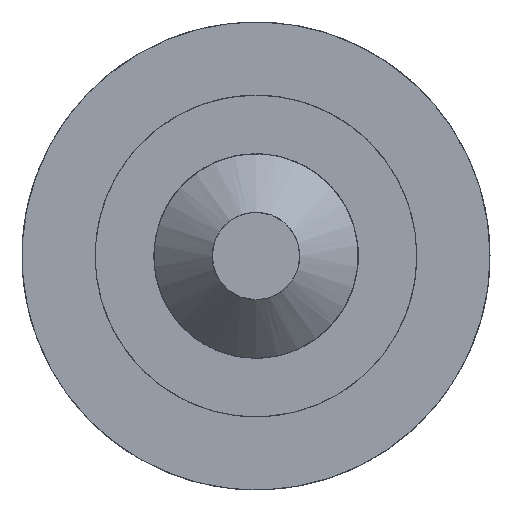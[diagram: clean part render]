
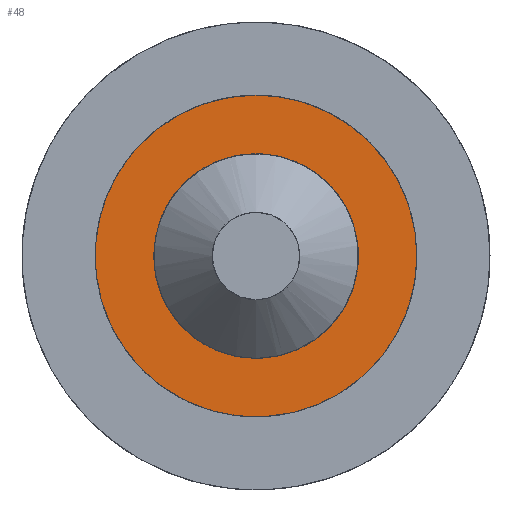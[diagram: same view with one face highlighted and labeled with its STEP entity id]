
A CAD part, front view. The second image highlights one B-rep face of the part: STEP entity #48.
In plain terms, the highlighted free-form (B-spline) face has degree [1, 1] with [2, 2] control points.
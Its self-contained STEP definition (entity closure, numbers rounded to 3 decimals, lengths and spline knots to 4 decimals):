
#40=(
BOUNDED_SURFACE()
B_SPLINE_SURFACE(1,1,((#2492,#2493),(#2494,#2495)),.UNSPECIFIED.,.F.,.F.,
.F.)
B_SPLINE_SURFACE_WITH_KNOTS((2,2),(2,2),(-2.75,2.75),
(-2.75,2.75),.UNSPECIFIED.)
GEOMETRIC_REPRESENTATION_ITEM()
RATIONAL_B_SPLINE_SURFACE(((1.,1.),(1.,1.)))
REPRESENTATION_ITEM('')
SURFACE()
);
#48=ADVANCED_FACE('',(#56,#60),#40,.T.);
#56=FACE_BOUND('',#71,.T.);
#60=FACE_OUTER_BOUND('',#72,.T.);
#71=EDGE_LOOP('',(#100,#101,#102));
#72=EDGE_LOOP('',(#103,#104,#105));
#100=ORIENTED_EDGE('',*,*,#156,.T.);
#101=ORIENTED_EDGE('',*,*,#157,.T.);
#102=ORIENTED_EDGE('',*,*,#158,.T.);
#103=ORIENTED_EDGE('',*,*,#159,.T.);
#104=ORIENTED_EDGE('',*,*,#160,.T.);
#105=ORIENTED_EDGE('',*,*,#161,.T.);
#156=EDGE_CURVE('',#264,#262,#209,.T.);
#157=EDGE_CURVE('',#262,#263,#210,.T.);
#158=EDGE_CURVE('',#263,#264,#211,.T.);
#159=EDGE_CURVE('',#267,#265,#212,.T.);
#160=EDGE_CURVE('',#265,#266,#213,.T.);
#161=EDGE_CURVE('',#266,#267,#214,.T.);
#209=B_SPLINE_CURVE_WITH_KNOTS('',1,(#731,#732,#733,#734,#735,#736,#737,
#738,#739,#740,#741,#742,#743,#744),.UNSPECIFIED.,.F.,.F.,(2,1,1,1,1,1,1,
1,1,1,1,1,1,2),(0.,0.0313,0.0625,0.0833,0.1042,0.125,
0.1458,0.1667,0.1875,0.2188,0.25,0.2813,0.3125,0.3333),
.UNSPECIFIED.);
#210=B_SPLINE_CURVE_WITH_KNOTS('',1,(#745,#746,#747,#748,#749,#750,#751,
#752,#753,#754,#755,#756,#757,#758,#759),.UNSPECIFIED.,.F.,.F.,(2,1,1,1,
1,1,1,1,1,1,1,1,1,1,2),(0.3333,0.3542,0.375,0.3958,
0.4167,0.4375,0.4688,0.5,0.5313,0.5625,0.5833,0.6042,
0.625,0.6458,0.6667),.UNSPECIFIED.);
#211=B_SPLINE_CURVE_WITH_KNOTS('',1,(#760,#761,#762,#763,#764,#765,#766,
#767,#768,#769,#770,#771,#772,#773),.UNSPECIFIED.,.F.,.F.,(2,1,1,1,1,1,1,
1,1,1,1,1,1,2),(0.6667,0.6875,0.7188,0.75,0.7813,0.8125,0.8333,
0.8542,0.875,0.8958,0.9167,0.9375,0.9688,
1.),.UNSPECIFIED.);
#212=B_SPLINE_CURVE_WITH_KNOTS('',1,(#774,#775,#776,#777,#778,#779,#780,
#781,#782,#783,#784,#785,#786,#787,#788,#789,#790),.UNSPECIFIED.,.F.,.F.,
(2,1,1,1,1,1,1,1,1,1,1,1,1,1,1,1,2),(0.,0.0208,0.0417,
0.0625,0.0833,0.1042,0.125,0.1458,0.1667,
0.1875,0.2083,0.2292,0.25,0.2708,0.2917,
0.3125,0.3333),.UNSPECIFIED.);
#213=B_SPLINE_CURVE_WITH_KNOTS('',1,(#791,#792,#793,#794,#795,#796,#797,
#798,#799,#800,#801,#802,#803,#804,#805,#806,#807),.UNSPECIFIED.,.F.,.F.,
(2,1,1,1,1,1,1,1,1,1,1,1,1,1,1,1,2),(0.3333,0.3542,
0.375,0.3958,0.4167,0.4375,0.4583,0.4792,
0.5,0.5208,0.5417,0.5625,0.5833,0.6042,
0.625,0.6458,0.6667),.UNSPECIFIED.);
#214=B_SPLINE_CURVE_WITH_KNOTS('',1,(#808,#809,#810,#811,#812,#813,#814,
#815,#816,#817,#818,#819,#820,#821,#822,#823,#824),.UNSPECIFIED.,.F.,.F.,
(2,1,1,1,1,1,1,1,1,1,1,1,1,1,1,1,2),(0.6667,0.6875,0.7083,
0.7292,0.75,0.7708,0.7917,0.8125,0.8333,
0.8542,0.875,0.8958,0.9167,0.9375,0.9583,
0.9792,1.),.UNSPECIFIED.);
#262=VERTEX_POINT('',#336);
#263=VERTEX_POINT('',#337);
#264=VERTEX_POINT('',#338);
#265=VERTEX_POINT('',#339);
#266=VERTEX_POINT('',#340);
#267=VERTEX_POINT('',#341);
#336=CARTESIAN_POINT('',(-665.1926,62.553,0.6114));
#337=CARTESIAN_POINT('',(-668.2235,62.553,0.6114));
#338=CARTESIAN_POINT('',(-666.7081,62.553,3.2371));
#339=CARTESIAN_POINT('',(-669.0895,62.553,0.111));
#340=CARTESIAN_POINT('',(-664.3267,62.553,0.111));
#341=CARTESIAN_POINT('',(-666.7081,62.553,4.2371));
#731=CARTESIAN_POINT('',(-666.7081,62.553,3.2371));
#732=CARTESIAN_POINT('',(-666.3666,62.553,3.2038));
#733=CARTESIAN_POINT('',(-666.0384,62.553,3.1039));
#734=CARTESIAN_POINT('',(-665.8324,62.553,3.0025));
#735=CARTESIAN_POINT('',(-665.6431,62.553,2.8761));
#736=CARTESIAN_POINT('',(-665.4706,62.553,2.7245));
#737=CARTESIAN_POINT('',(-665.3191,62.553,2.5521));
#738=CARTESIAN_POINT('',(-665.1926,62.553,2.3628));
#739=CARTESIAN_POINT('',(-665.0913,62.553,2.1568));
#740=CARTESIAN_POINT('',(-664.9914,62.553,1.8286));
#741=CARTESIAN_POINT('',(-664.9581,62.553,1.4871));
#742=CARTESIAN_POINT('',(-664.9914,62.553,1.1456));
#743=CARTESIAN_POINT('',(-665.0913,62.553,0.8174));
#744=CARTESIAN_POINT('',(-665.1926,62.553,0.6114));
#745=CARTESIAN_POINT('',(-665.1926,62.553,0.6114));
#746=CARTESIAN_POINT('',(-665.3191,62.553,0.4221));
#747=CARTESIAN_POINT('',(-665.4706,62.553,0.2497));
#748=CARTESIAN_POINT('',(-665.6431,62.553,0.0981));
#749=CARTESIAN_POINT('',(-665.8324,62.553,-0.0283));
#750=CARTESIAN_POINT('',(-666.0384,62.553,-0.1297));
#751=CARTESIAN_POINT('',(-666.3666,62.553,-0.2296));
#752=CARTESIAN_POINT('',(-666.7081,62.553,-0.2629));
#753=CARTESIAN_POINT('',(-667.0496,62.553,-0.2296));
#754=CARTESIAN_POINT('',(-667.3778,62.553,-0.1297));
#755=CARTESIAN_POINT('',(-667.5838,62.553,-0.0283));
#756=CARTESIAN_POINT('',(-667.773,62.553,0.0981));
#757=CARTESIAN_POINT('',(-667.9455,62.553,0.2497));
#758=CARTESIAN_POINT('',(-668.0971,62.553,0.4221));
#759=CARTESIAN_POINT('',(-668.2235,62.553,0.6114));
#760=CARTESIAN_POINT('',(-668.2235,62.553,0.6114));
#761=CARTESIAN_POINT('',(-668.3249,62.553,0.8174));
#762=CARTESIAN_POINT('',(-668.4248,62.553,1.1456));
#763=CARTESIAN_POINT('',(-668.4581,62.553,1.4871));
#764=CARTESIAN_POINT('',(-668.4248,62.553,1.8286));
#765=CARTESIAN_POINT('',(-668.3249,62.553,2.1568));
#766=CARTESIAN_POINT('',(-668.2235,62.553,2.3628));
#767=CARTESIAN_POINT('',(-668.0971,62.553,2.5521));
#768=CARTESIAN_POINT('',(-667.9455,62.553,2.7245));
#769=CARTESIAN_POINT('',(-667.773,62.553,2.8761));
#770=CARTESIAN_POINT('',(-667.5838,62.553,3.0025));
#771=CARTESIAN_POINT('',(-667.3778,62.553,3.1039));
#772=CARTESIAN_POINT('',(-667.0496,62.553,3.2038));
#773=CARTESIAN_POINT('',(-666.7081,62.553,3.2371));
#774=CARTESIAN_POINT('',(-666.7081,62.553,4.2371));
#775=CARTESIAN_POINT('',(-667.0681,62.553,4.2138));
#776=CARTESIAN_POINT('',(-667.4189,62.553,4.1441));
#777=CARTESIAN_POINT('',(-667.7605,62.553,4.0278));
#778=CARTESIAN_POINT('',(-668.0842,62.553,3.8685));
#779=CARTESIAN_POINT('',(-668.3816,62.553,3.6698));
#780=CARTESIAN_POINT('',(-668.6526,62.553,3.4316));
#781=CARTESIAN_POINT('',(-668.8908,62.553,3.1606));
#782=CARTESIAN_POINT('',(-669.0895,62.553,2.8632));
#783=CARTESIAN_POINT('',(-669.2487,62.553,2.5395));
#784=CARTESIAN_POINT('',(-669.365,62.553,2.1979));
#785=CARTESIAN_POINT('',(-669.4348,62.553,1.8471));
#786=CARTESIAN_POINT('',(-669.4581,62.553,1.4871));
#787=CARTESIAN_POINT('',(-669.4348,62.553,1.1271));
#788=CARTESIAN_POINT('',(-669.365,62.553,0.7763));
#789=CARTESIAN_POINT('',(-669.2487,62.553,0.4347));
#790=CARTESIAN_POINT('',(-669.0895,62.553,0.111));
#791=CARTESIAN_POINT('',(-669.0895,62.553,0.111));
#792=CARTESIAN_POINT('',(-668.8908,62.553,-0.1864));
#793=CARTESIAN_POINT('',(-668.6526,62.553,-0.4574));
#794=CARTESIAN_POINT('',(-668.3816,62.553,-0.6956));
#795=CARTESIAN_POINT('',(-668.0842,62.553,-0.8943));
#796=CARTESIAN_POINT('',(-667.7605,62.553,-1.0536));
#797=CARTESIAN_POINT('',(-667.4189,62.553,-1.1699));
#798=CARTESIAN_POINT('',(-667.0681,62.553,-1.2396));
#799=CARTESIAN_POINT('',(-666.7081,62.553,-1.2629));
#800=CARTESIAN_POINT('',(-666.348,62.553,-1.2396));
#801=CARTESIAN_POINT('',(-665.9972,62.553,-1.1699));
#802=CARTESIAN_POINT('',(-665.6557,62.553,-1.0536));
#803=CARTESIAN_POINT('',(-665.332,62.553,-0.8943));
#804=CARTESIAN_POINT('',(-665.0346,62.553,-0.6956));
#805=CARTESIAN_POINT('',(-664.7635,62.553,-0.4574));
#806=CARTESIAN_POINT('',(-664.5254,62.553,-0.1864));
#807=CARTESIAN_POINT('',(-664.3267,62.553,0.111));
#808=CARTESIAN_POINT('',(-664.3267,62.553,0.111));
#809=CARTESIAN_POINT('',(-664.1674,62.553,0.4347));
#810=CARTESIAN_POINT('',(-664.0511,62.553,0.7763));
#811=CARTESIAN_POINT('',(-663.9813,62.553,1.1271));
#812=CARTESIAN_POINT('',(-663.9581,62.553,1.4871));
#813=CARTESIAN_POINT('',(-663.9813,62.553,1.8471));
#814=CARTESIAN_POINT('',(-664.0511,62.553,2.1979));
#815=CARTESIAN_POINT('',(-664.1674,62.553,2.5395));
#816=CARTESIAN_POINT('',(-664.3267,62.553,2.8632));
#817=CARTESIAN_POINT('',(-664.5254,62.553,3.1606));
#818=CARTESIAN_POINT('',(-664.7635,62.553,3.4316));
#819=CARTESIAN_POINT('',(-665.0346,62.553,3.6698));
#820=CARTESIAN_POINT('',(-665.332,62.553,3.8685));
#821=CARTESIAN_POINT('',(-665.6557,62.553,4.0278));
#822=CARTESIAN_POINT('',(-665.9972,62.553,4.1441));
#823=CARTESIAN_POINT('',(-666.348,62.553,4.2138));
#824=CARTESIAN_POINT('',(-666.7081,62.553,4.2371));
#2492=CARTESIAN_POINT('',(-669.4581,62.553,-1.2629));
#2493=CARTESIAN_POINT('',(-669.4581,62.553,4.2371));
#2494=CARTESIAN_POINT('',(-663.9581,62.553,-1.2629));
#2495=CARTESIAN_POINT('',(-663.9581,62.553,4.2371));
